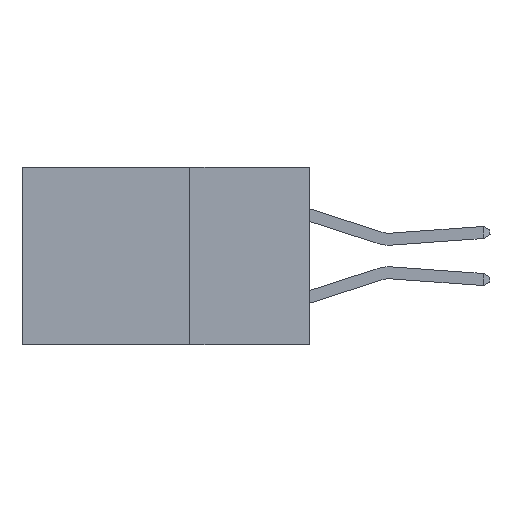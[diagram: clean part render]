
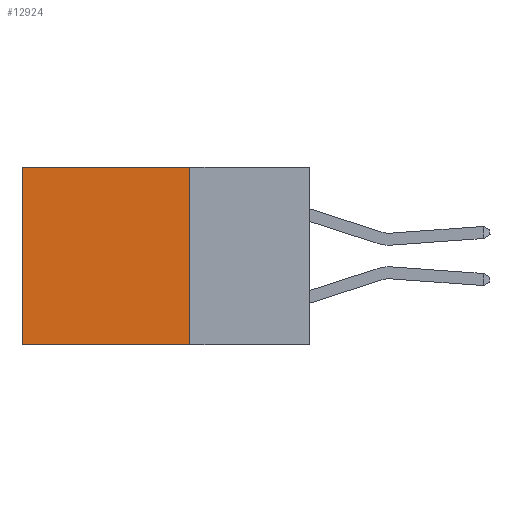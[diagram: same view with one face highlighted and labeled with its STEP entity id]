
A CAD part, left-side view. The second image highlights one B-rep face of the part: STEP entity #12924.
In plain terms, the highlighted planar face has unit normal (-1, 0, 0).
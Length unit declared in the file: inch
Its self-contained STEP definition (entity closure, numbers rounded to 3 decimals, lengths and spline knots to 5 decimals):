
#2102 = CARTESIAN_POINT ( 'NONE',  ( 0.2615, 0.25, -0.37 ) ) ;
#3155 = VERTEX_POINT ( 'NONE', #12076 ) ;
#3710 = ORIENTED_EDGE ( 'NONE', *, *, #10862, .T. ) ;
#4593 = ORIENTED_EDGE ( 'NONE', *, *, #13510, .T. ) ;
#4699 = CARTESIAN_POINT ( 'NONE',  ( 0.2615, 0.6, -0.37 ) ) ;
#5653 = FACE_OUTER_BOUND ( 'NONE', #14560, .T. ) ;
#5747 = CARTESIAN_POINT ( 'NONE',  ( 0.2615, 0.25, 0. ) ) ;
#6321 = DIRECTION ( 'NONE',  ( 0., 0., -1. ) ) ;
#6466 = VECTOR ( 'NONE', #6321, 39.37008 ) ;
#6554 = VECTOR ( 'NONE', #13129, 39.37008 ) ;
#7086 = ORIENTED_EDGE ( 'NONE', *, *, #8602, .F. ) ;
#8064 = CARTESIAN_POINT ( 'NONE',  ( 0.2615, 0.25, -0.37 ) ) ;
#8602 = EDGE_CURVE ( 'NONE', #16417, #12077, #15700, .T. ) ;
#8968 = CARTESIAN_POINT ( 'NONE',  ( 0.2615, 0.6, -0.37 ) ) ;
#10862 = EDGE_CURVE ( 'NONE', #3155, #13779, #23725, .T. ) ;
#10914 = DIRECTION ( 'NONE',  ( 0., 0., -1. ) ) ;
#10933 = AXIS2_PLACEMENT_3D ( 'NONE', #13283, #24428, #10914 ) ;
#11262 = VECTOR ( 'NONE', #16204, 39.37008 ) ;
#11370 = LINE ( 'NONE', #19003, #6554 ) ;
#11764 = VECTOR ( 'NONE', #13620, 39.37008 ) ;
#12076 = CARTESIAN_POINT ( 'NONE',  ( 0.2615, 0.6, 0. ) ) ;
#12077 = VERTEX_POINT ( 'NONE', #2102 ) ;
#12924 = ADVANCED_FACE ( 'NONE', ( #5653 ), #22436, .F. ) ;
#13129 = DIRECTION ( 'NONE',  ( 0., 1., 0. ) ) ;
#13283 = CARTESIAN_POINT ( 'NONE',  ( 0.2615, 0.25, -0.37 ) ) ;
#13303 = EDGE_CURVE ( 'NONE', #12077, #13779, #11370, .T. ) ;
#13510 = EDGE_CURVE ( 'NONE', #16417, #3155, #17367, .T. ) ;
#13620 = DIRECTION ( 'NONE',  ( 0., 1., 0. ) ) ;
#13779 = VERTEX_POINT ( 'NONE', #8968 ) ;
#14560 = EDGE_LOOP ( 'NONE', ( #3710, #17233, #7086, #4593 ) ) ;
#15654 = CARTESIAN_POINT ( 'NONE',  ( 0.2615, 0.25, 0. ) ) ;
#15700 = LINE ( 'NONE', #8064, #6466 ) ;
#16204 = DIRECTION ( 'NONE',  ( 0., 0., -1. ) ) ;
#16417 = VERTEX_POINT ( 'NONE', #15654 ) ;
#17233 = ORIENTED_EDGE ( 'NONE', *, *, #13303, .F. ) ;
#17367 = LINE ( 'NONE', #5747, #11764 ) ;
#19003 = CARTESIAN_POINT ( 'NONE',  ( 0.2615, 0.25, -0.37 ) ) ;
#22436 = PLANE ( 'NONE',  #10933 ) ;
#23725 = LINE ( 'NONE', #4699, #11262 ) ;
#24428 = DIRECTION ( 'NONE',  ( 1., 0., 0. ) ) ;
